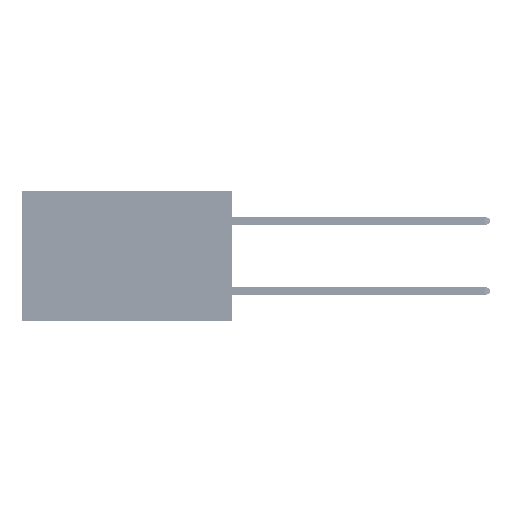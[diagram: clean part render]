
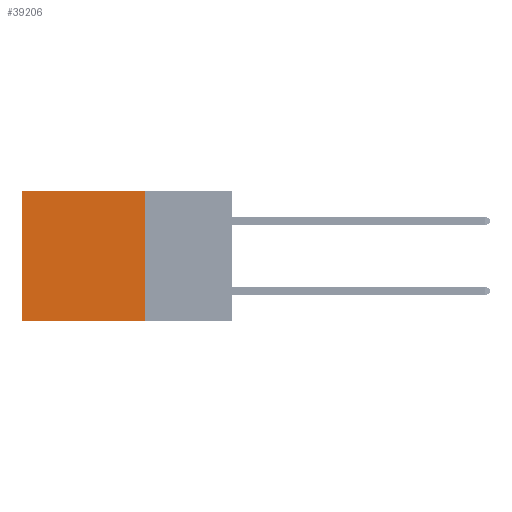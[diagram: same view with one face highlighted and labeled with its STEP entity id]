
A CAD part, left-side view. The second image highlights one B-rep face of the part: STEP entity #39206.
In plain terms, the highlighted planar face has unit normal (-1, 0, 0).
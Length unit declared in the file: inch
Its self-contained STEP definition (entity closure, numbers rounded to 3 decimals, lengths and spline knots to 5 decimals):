
#602 = AXIS2_PLACEMENT_3D ( 'NONE', #14536, #18475, #35190 ) ;
#2577 = PLANE ( 'NONE',  #602 ) ;
#3810 = VERTEX_POINT ( 'NONE', #21071 ) ;
#9065 = EDGE_CURVE ( 'NONE', #3810, #38063, #46303, .T. ) ;
#12340 = VECTOR ( 'NONE', #39170, 39.37008 ) ;
#14536 = CARTESIAN_POINT ( 'NONE',  ( 0.2875, 0.25, 0. ) ) ;
#15036 = CARTESIAN_POINT ( 'NONE',  ( 0.2875, 0.25, -0.37 ) ) ;
#15294 = EDGE_CURVE ( 'NONE', #21874, #38063, #49652, .T. ) ;
#15650 = DIRECTION ( 'NONE',  ( 0., 0., -1. ) ) ;
#17965 = CARTESIAN_POINT ( 'NONE',  ( 0.2875, 0.25, -0.37 ) ) ;
#18095 = VECTOR ( 'NONE', #49942, 39.37008 ) ;
#18475 = DIRECTION ( 'NONE',  ( 1., 0., 0. ) ) ;
#18818 = EDGE_CURVE ( 'NONE', #28136, #3810, #31346, .T. ) ;
#21071 = CARTESIAN_POINT ( 'NONE',  ( 0.2875, 0.6, 0. ) ) ;
#21874 = VERTEX_POINT ( 'NONE', #15036 ) ;
#25643 = ORIENTED_EDGE ( 'NONE', *, *, #18818, .T. ) ;
#26792 = CARTESIAN_POINT ( 'NONE',  ( 0.2875, 0.6, 0. ) ) ;
#28136 = VERTEX_POINT ( 'NONE', #50378 ) ;
#28272 = EDGE_CURVE ( 'NONE', #28136, #21874, #41164, .T. ) ;
#28426 = CARTESIAN_POINT ( 'NONE',  ( 0.2875, 0.6, -0.37 ) ) ;
#30149 = VECTOR ( 'NONE', #36972, 39.37008 ) ;
#30947 = EDGE_LOOP ( 'NONE', ( #35595, #45338, #44489, #25643 ) ) ;
#31346 = LINE ( 'NONE', #39767, #30149 ) ;
#35190 = DIRECTION ( 'NONE',  ( 0., 0., -1. ) ) ;
#35595 = ORIENTED_EDGE ( 'NONE', *, *, #9065, .T. ) ;
#36972 = DIRECTION ( 'NONE',  ( 0., 1., 0. ) ) ;
#38063 = VERTEX_POINT ( 'NONE', #28426 ) ;
#39170 = DIRECTION ( 'NONE',  ( 0., 0., -1. ) ) ;
#39206 = ADVANCED_FACE ( 'NONE', ( #48187 ), #2577, .F. ) ;
#39433 = CARTESIAN_POINT ( 'NONE',  ( 0.2875, 0.25, 0. ) ) ;
#39767 = CARTESIAN_POINT ( 'NONE',  ( 0.2875, 0.25, 0. ) ) ;
#41164 = LINE ( 'NONE', #39433, #49875 ) ;
#44489 = ORIENTED_EDGE ( 'NONE', *, *, #28272, .F. ) ;
#45338 = ORIENTED_EDGE ( 'NONE', *, *, #15294, .F. ) ;
#46303 = LINE ( 'NONE', #26792, #12340 ) ;
#48187 = FACE_OUTER_BOUND ( 'NONE', #30947, .T. ) ;
#49652 = LINE ( 'NONE', #17965, #18095 ) ;
#49875 = VECTOR ( 'NONE', #15650, 39.37008 ) ;
#49942 = DIRECTION ( 'NONE',  ( 0., 1., 0. ) ) ;
#50378 = CARTESIAN_POINT ( 'NONE',  ( 0.2875, 0.25, 0. ) ) ;
